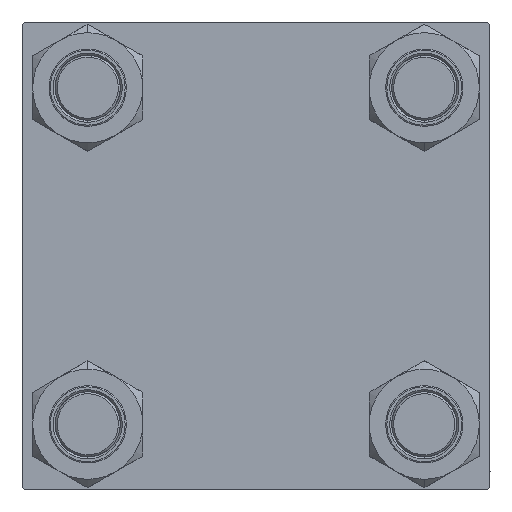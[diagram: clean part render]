
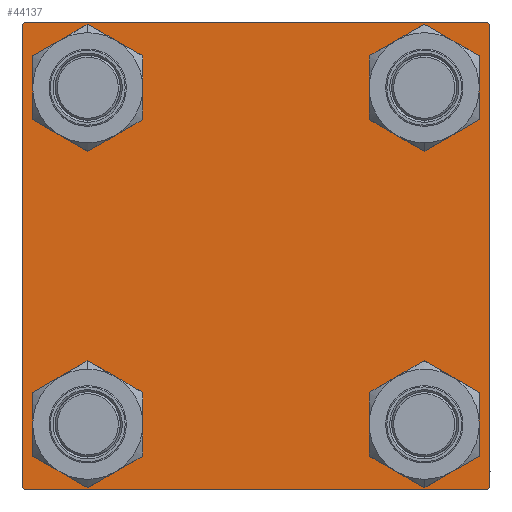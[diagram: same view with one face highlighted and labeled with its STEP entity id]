
A CAD part, left-side view. The second image highlights one B-rep face of the part: STEP entity #44137.
In plain terms, the highlighted planar face has unit normal (-1, 0, 0).
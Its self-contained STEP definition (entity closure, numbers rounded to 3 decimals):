
#182 = CARTESIAN_POINT ( 'NONE',  ( 0., -41.35, -32.85 ) ) ;
#603 = CARTESIAN_POINT ( 'NONE',  ( 0., 57.5, -57. ) ) ;
#792 = EDGE_CURVE ( 'NONE', #6890, #13096, #27320, .T. ) ;
#1028 = VERTEX_POINT ( 'NONE', #5992 ) ;
#1248 = CARTESIAN_POINT ( 'NONE',  ( 0., -41.35, 41.35 ) ) ;
#1448 = CARTESIAN_POINT ( 'NONE',  ( 0., 41.35, -49.85 ) ) ;
#1468 = CARTESIAN_POINT ( 'NONE',  ( 0., 57.25, 57.25 ) ) ;
#1995 = DIRECTION ( 'NONE',  ( 1., 0., 0. ) ) ;
#2550 = LINE ( 'NONE', #18386, #39431 ) ;
#2867 = VERTEX_POINT ( 'NONE', #603 ) ;
#2954 = DIRECTION ( 'NONE',  ( 1., 0., 0. ) ) ;
#3211 = DIRECTION ( 'NONE',  ( 0., 0., 1. ) ) ;
#3303 = DIRECTION ( 'NONE',  ( 0., 0., 1. ) ) ;
#3316 = EDGE_LOOP ( 'NONE', ( #34465, #21211 ) ) ;
#3688 = AXIS2_PLACEMENT_3D ( 'NONE', #46547, #6104, #6618 ) ;
#3806 = CARTESIAN_POINT ( 'NONE',  ( 0., 41.35, 41.35 ) ) ;
#4235 = CARTESIAN_POINT ( 'NONE',  ( 0., 57.25, -57.25 ) ) ;
#4833 = LINE ( 'NONE', #1468, #25746 ) ;
#4892 = CARTESIAN_POINT ( 'NONE',  ( 0., 57.5, 57.5 ) ) ;
#5064 = ORIENTED_EDGE ( 'NONE', *, *, #11836, .T. ) ;
#5168 = CARTESIAN_POINT ( 'NONE',  ( 0., 0., 0. ) ) ;
#5979 = CARTESIAN_POINT ( 'NONE',  ( 0., 41.35, 41.35 ) ) ;
#5992 = CARTESIAN_POINT ( 'NONE',  ( 0., 57., -57.5 ) ) ;
#6104 = DIRECTION ( 'NONE',  ( 1., 0., 0. ) ) ;
#6418 = LINE ( 'NONE', #22252, #24137 ) ;
#6443 = VERTEX_POINT ( 'NONE', #22553 ) ;
#6618 = DIRECTION ( 'NONE',  ( 0., 0., 1. ) ) ;
#6890 = VERTEX_POINT ( 'NONE', #12268 ) ;
#7982 = EDGE_CURVE ( 'NONE', #2867, #1028, #19550, .T. ) ;
#7984 = ORIENTED_EDGE ( 'NONE', *, *, #23395, .T. ) ;
#8304 = ORIENTED_EDGE ( 'NONE', *, *, #36345, .T. ) ;
#8556 = VERTEX_POINT ( 'NONE', #37862 ) ;
#8806 = FACE_OUTER_BOUND ( 'NONE', #49494, .T. ) ;
#9324 = FACE_BOUND ( 'NONE', #3316, .T. ) ;
#9961 = VECTOR ( 'NONE', #42604, 1000. ) ;
#10375 = DIRECTION ( 'NONE',  ( 1., 0., 0. ) ) ;
#10705 = CARTESIAN_POINT ( 'NONE',  ( 0., -57.5, 57.5 ) ) ;
#11343 = VERTEX_POINT ( 'NONE', #28714 ) ;
#11703 = CARTESIAN_POINT ( 'NONE',  ( 0., -57.25, -57.25 ) ) ;
#11836 = EDGE_CURVE ( 'NONE', #11343, #34206, #31881, .T. ) ;
#11942 = CIRCLE ( 'NONE', #41798, 8.5 ) ;
#12113 = ORIENTED_EDGE ( 'NONE', *, *, #13972, .T. ) ;
#12119 = ORIENTED_EDGE ( 'NONE', *, *, #792, .F. ) ;
#12268 = CARTESIAN_POINT ( 'NONE',  ( 0., -57.5, 57. ) ) ;
#12579 = CARTESIAN_POINT ( 'NONE',  ( 0., -41.35, 49.85 ) ) ;
#12783 = EDGE_CURVE ( 'NONE', #8556, #13096, #46726, .T. ) ;
#12866 = EDGE_CURVE ( 'NONE', #6443, #39232, #33566, .T. ) ;
#13072 = CIRCLE ( 'NONE', #18040, 8.5 ) ;
#13096 = VERTEX_POINT ( 'NONE', #38905 ) ;
#13288 = DIRECTION ( 'NONE',  ( 0., 0., 1. ) ) ;
#13972 = EDGE_CURVE ( 'NONE', #34206, #11343, #11942, .T. ) ;
#14023 = VERTEX_POINT ( 'NONE', #28805 ) ;
#18040 = AXIS2_PLACEMENT_3D ( 'NONE', #37655, #29892, #13288 ) ;
#18085 = EDGE_CURVE ( 'NONE', #1028, #8556, #2550, .T. ) ;
#18386 = CARTESIAN_POINT ( 'NONE',  ( 0., 57.5, -57.5 ) ) ;
#19189 = VERTEX_POINT ( 'NONE', #12579 ) ;
#19321 = ORIENTED_EDGE ( 'NONE', *, *, #12783, .T. ) ;
#19550 = LINE ( 'NONE', #4235, #25145 ) ;
#19640 = DIRECTION ( 'NONE',  ( 1., 0., 0. ) ) ;
#19942 = AXIS2_PLACEMENT_3D ( 'NONE', #5168, #40963, #21002 ) ;
#20068 = DIRECTION ( 'NONE',  ( 0., -0.707, -0.707 ) ) ;
#21002 = DIRECTION ( 'NONE',  ( 0., 0., 1. ) ) ;
#21211 = ORIENTED_EDGE ( 'NONE', *, *, #32325, .T. ) ;
#21259 = CARTESIAN_POINT ( 'NONE',  ( 0., 41.35, -41.35 ) ) ;
#21453 = AXIS2_PLACEMENT_3D ( 'NONE', #3806, #19640, #3303 ) ;
#22071 = DIRECTION ( 'NONE',  ( 0., 0., 1. ) ) ;
#22252 = CARTESIAN_POINT ( 'NONE',  ( 0., 57.5, 57.5 ) ) ;
#22553 = CARTESIAN_POINT ( 'NONE',  ( 0., 41.35, 32.85 ) ) ;
#23395 = EDGE_CURVE ( 'NONE', #29566, #2867, #24631, .T. ) ;
#23498 = VERTEX_POINT ( 'NONE', #182 ) ;
#24137 = VECTOR ( 'NONE', #33928, 1000. ) ;
#24263 = DIRECTION ( 'NONE',  ( 0., 0.707, 0.707 ) ) ;
#24631 = LINE ( 'NONE', #4892, #33455 ) ;
#24676 = CIRCLE ( 'NONE', #35448, 8.5 ) ;
#24714 = EDGE_CURVE ( 'NONE', #23498, #44021, #50874, .T. ) ;
#24908 = FACE_BOUND ( 'NONE', #50255, .T. ) ;
#25145 = VECTOR ( 'NONE', #20068, 1000. ) ;
#25160 = PLANE ( 'NONE',  #19942 ) ;
#25746 = VECTOR ( 'NONE', #36487, 1000. ) ;
#26376 = ORIENTED_EDGE ( 'NONE', *, *, #43120, .T. ) ;
#26428 = VERTEX_POINT ( 'NONE', #44832 ) ;
#26579 = CARTESIAN_POINT ( 'NONE',  ( 0., -41.35, 41.35 ) ) ;
#27320 = LINE ( 'NONE', #10705, #9961 ) ;
#27561 = DIRECTION ( 'NONE',  ( 0., -0.707, 0.707 ) ) ;
#27946 = CARTESIAN_POINT ( 'NONE',  ( 0., -41.35, 32.85 ) ) ;
#28540 = FACE_BOUND ( 'NONE', #43514, .T. ) ;
#28714 = CARTESIAN_POINT ( 'NONE',  ( 0., 41.35, -32.85 ) ) ;
#28805 = CARTESIAN_POINT ( 'NONE',  ( 0., 57., 57.5 ) ) ;
#29566 = VERTEX_POINT ( 'NONE', #42184 ) ;
#29741 = ORIENTED_EDGE ( 'NONE', *, *, #12866, .T. ) ;
#29892 = DIRECTION ( 'NONE',  ( 1., 0., 0. ) ) ;
#30649 = AXIS2_PLACEMENT_3D ( 'NONE', #1248, #1995, #33409 ) ;
#30918 = EDGE_CURVE ( 'NONE', #6890, #26428, #40329, .T. ) ;
#31104 = AXIS2_PLACEMENT_3D ( 'NONE', #32285, #48581, #40563 ) ;
#31881 = CIRCLE ( 'NONE', #31104, 8.5 ) ;
#32285 = CARTESIAN_POINT ( 'NONE',  ( 0., 41.35, -41.35 ) ) ;
#32325 = EDGE_CURVE ( 'NONE', #44021, #23498, #13072, .T. ) ;
#32877 = ORIENTED_EDGE ( 'NONE', *, *, #7982, .T. ) ;
#33409 = DIRECTION ( 'NONE',  ( 0., 0., 1. ) ) ;
#33439 = DIRECTION ( 'NONE',  ( 0., 0., 1. ) ) ;
#33447 = ORIENTED_EDGE ( 'NONE', *, *, #48633, .F. ) ;
#33455 = VECTOR ( 'NONE', #49970, 1000. ) ;
#33566 = CIRCLE ( 'NONE', #41047, 8.5 ) ;
#33928 = DIRECTION ( 'NONE',  ( 0., -1., 0. ) ) ;
#34206 = VERTEX_POINT ( 'NONE', #1448 ) ;
#34214 = DIRECTION ( 'NONE',  ( 0., -1., 0. ) ) ;
#34465 = ORIENTED_EDGE ( 'NONE', *, *, #24714, .T. ) ;
#35448 = AXIS2_PLACEMENT_3D ( 'NONE', #26579, #2954, #3211 ) ;
#36187 = VECTOR ( 'NONE', #24263, 1000. ) ;
#36345 = EDGE_CURVE ( 'NONE', #19189, #41096, #24676, .T. ) ;
#36487 = DIRECTION ( 'NONE',  ( 0., 0.707, -0.707 ) ) ;
#37081 = DIRECTION ( 'NONE',  ( 1., 0., 0. ) ) ;
#37540 = CARTESIAN_POINT ( 'NONE',  ( 0., 41.35, 49.85 ) ) ;
#37655 = CARTESIAN_POINT ( 'NONE',  ( 0., -41.35, -41.35 ) ) ;
#37862 = CARTESIAN_POINT ( 'NONE',  ( 0., -57., -57.5 ) ) ;
#38526 = EDGE_CURVE ( 'NONE', #39232, #6443, #43788, .T. ) ;
#38875 = CIRCLE ( 'NONE', #30649, 8.5 ) ;
#38905 = CARTESIAN_POINT ( 'NONE',  ( 0., -57.5, -57. ) ) ;
#39232 = VERTEX_POINT ( 'NONE', #37540 ) ;
#39413 = CARTESIAN_POINT ( 'NONE',  ( 0., -41.35, -49.85 ) ) ;
#39431 = VECTOR ( 'NONE', #34214, 1000. ) ;
#40011 = EDGE_CURVE ( 'NONE', #41096, #19189, #38875, .T. ) ;
#40329 = LINE ( 'NONE', #47843, #36187 ) ;
#40563 = DIRECTION ( 'NONE',  ( 0., 0., 1. ) ) ;
#40963 = DIRECTION ( 'NONE',  ( -1., 0., 0. ) ) ;
#41047 = AXIS2_PLACEMENT_3D ( 'NONE', #5979, #10375, #22071 ) ;
#41096 = VERTEX_POINT ( 'NONE', #27946 ) ;
#41798 = AXIS2_PLACEMENT_3D ( 'NONE', #21259, #37081, #33439 ) ;
#41839 = VECTOR ( 'NONE', #27561, 1000. ) ;
#42184 = CARTESIAN_POINT ( 'NONE',  ( 0., 57.5, 57. ) ) ;
#42604 = DIRECTION ( 'NONE',  ( 0., 0., -1. ) ) ;
#43120 = EDGE_CURVE ( 'NONE', #14023, #29566, #4833, .T. ) ;
#43514 = EDGE_LOOP ( 'NONE', ( #8304, #51008 ) ) ;
#43788 = CIRCLE ( 'NONE', #21453, 8.5 ) ;
#44021 = VERTEX_POINT ( 'NONE', #39413 ) ;
#44036 = ORIENTED_EDGE ( 'NONE', *, *, #38526, .T. ) ;
#44137 = ADVANCED_FACE ( 'NONE', ( #28540, #9324, #24908, #44332, #8806 ), #25160, .T. ) ;
#44332 = FACE_BOUND ( 'NONE', #48400, .T. ) ;
#44832 = CARTESIAN_POINT ( 'NONE',  ( 0., -57., 57.5 ) ) ;
#45345 = ORIENTED_EDGE ( 'NONE', *, *, #18085, .T. ) ;
#46547 = CARTESIAN_POINT ( 'NONE',  ( 0., -41.35, -41.35 ) ) ;
#46726 = LINE ( 'NONE', #11703, #41839 ) ;
#47568 = ORIENTED_EDGE ( 'NONE', *, *, #30918, .T. ) ;
#47843 = CARTESIAN_POINT ( 'NONE',  ( 0., -57.25, 57.25 ) ) ;
#48400 = EDGE_LOOP ( 'NONE', ( #44036, #29741 ) ) ;
#48581 = DIRECTION ( 'NONE',  ( 1., 0., 0. ) ) ;
#48633 = EDGE_CURVE ( 'NONE', #14023, #26428, #6418, .T. ) ;
#49494 = EDGE_LOOP ( 'NONE', ( #7984, #32877, #45345, #19321, #12119, #47568, #33447, #26376 ) ) ;
#49970 = DIRECTION ( 'NONE',  ( 0., 0., -1. ) ) ;
#50255 = EDGE_LOOP ( 'NONE', ( #5064, #12113 ) ) ;
#50874 = CIRCLE ( 'NONE', #3688, 8.5 ) ;
#51008 = ORIENTED_EDGE ( 'NONE', *, *, #40011, .T. ) ;
